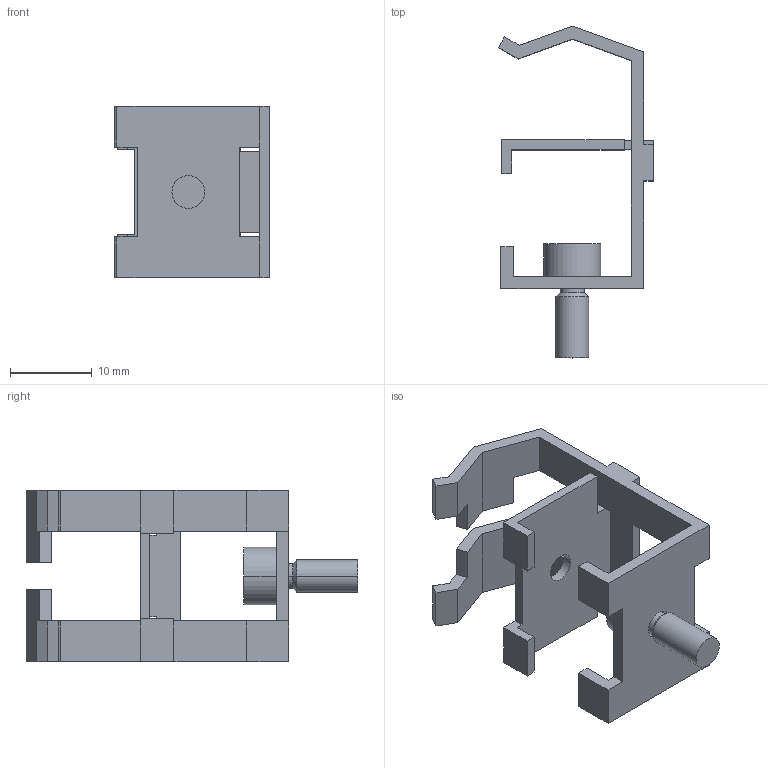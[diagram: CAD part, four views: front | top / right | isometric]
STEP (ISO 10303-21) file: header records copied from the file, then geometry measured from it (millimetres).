
FILE_DESCRIPTION(('SolidDesigner STEP Export'),'2;1');
FILE_NAME('1550_0_SAB_13,5-D_select.stp','2011-03-10T11:51:27',(''),(''),'CoCreate Modeling STEP processor for AP214 (Solid Model)','CoCreate Modeling 16.00A 16-Aug-2008 (C) Parametric Technology GmbH','');
FILE_SCHEMA(('AUTOMOTIVE_DESIGN { 1 0 10303 214 1 1 1 1 }'));
Length unit declared in the file: millimetre
Products named in the file (2): 1550_0_SAB_13,5-D_select
Assembly tree (1 placements, depth 2):
  1550_0_SAB_13,5-D_select
    1550_0_SAB_13,5-D_select
Bounding box: 19 x 40.66 x 21 mm (x, y, z)
Volume: 2050 mm3; surface area: 3391.4 mm2
Topology: 1 solids, 1 shells, 92 faces, 256 edges, 168 vertices
Faces by surface type: plane 80, cylinder 10, cone 2
Entity records: 3449 total; most frequent: ORIENTED_EDGE 512, CARTESIAN_POINT 468, DIRECTION 378, EDGE_CURVE 256, VECTOR 222, LINE 222, VERTEX_POINT 168, EDGE_LOOP 98
